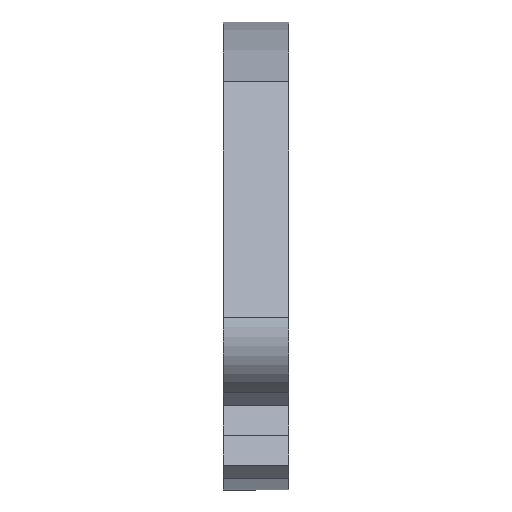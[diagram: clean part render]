
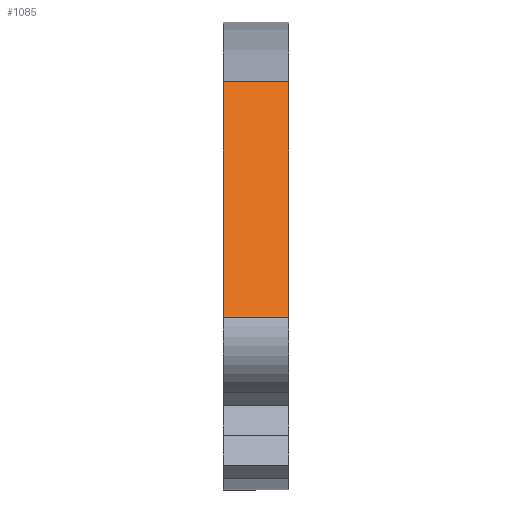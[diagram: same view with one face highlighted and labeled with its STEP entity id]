
A CAD part, top view. The second image highlights one B-rep face of the part: STEP entity #1085.
In plain terms, the highlighted planar face has unit normal (0, 0.423, 0.906).
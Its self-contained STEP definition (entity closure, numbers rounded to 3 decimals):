
#42=PLANE('',#1199);
#92=FACE_OUTER_BOUND('',#151,.T.);
#151=EDGE_LOOP('',(#951,#952,#953,#954));
#255=LINE('',#1662,#370);
#288=LINE('',#1767,#403);
#316=LINE('',#1828,#431);
#317=LINE('',#1830,#432);
#370=VECTOR('',#1330,10.);
#403=VECTOR('',#1411,10.);
#431=VECTOR('',#1485,10.);
#432=VECTOR('',#1488,10.);
#490=VERTEX_POINT('',#1659);
#491=VERTEX_POINT('',#1661);
#538=VERTEX_POINT('',#1764);
#539=VERTEX_POINT('',#1766);
#608=EDGE_CURVE('',#490,#491,#255,.T.);
#663=EDGE_CURVE('',#538,#539,#288,.T.);
#696=EDGE_CURVE('',#538,#491,#316,.T.);
#697=EDGE_CURVE('',#539,#490,#317,.T.);
#951=ORIENTED_EDGE('',*,*,#696,.T.);
#952=ORIENTED_EDGE('',*,*,#608,.F.);
#953=ORIENTED_EDGE('',*,*,#697,.F.);
#954=ORIENTED_EDGE('',*,*,#663,.F.);
#1085=ADVANCED_FACE('',(#92),#42,.T.);
#1199=AXIS2_PLACEMENT_3D('',#1829,#1486,#1487);
#1330=DIRECTION('',(0.,-0.906,0.423));
#1411=DIRECTION('',(0.,0.906,-0.423));
#1485=DIRECTION('',(1.,0.,0.));
#1486=DIRECTION('center_axis',(0.,0.423,0.906));
#1487=DIRECTION('ref_axis',(0.,-0.906,0.423));
#1488=DIRECTION('',(1.,0.,0.));
#1659=CARTESIAN_POINT('',(7.5,81.68,7.973));
#1661=CARTESIAN_POINT('',(7.5,27.664,33.159));
#1662=CARTESIAN_POINT('',(7.5,27.664,33.159));
#1764=CARTESIAN_POINT('',(-7.5,27.664,33.159));
#1766=CARTESIAN_POINT('',(-7.5,81.68,7.973));
#1767=CARTESIAN_POINT('',(-7.5,27.664,33.159));
#1828=CARTESIAN_POINT('',(0.,27.664,33.159));
#1829=CARTESIAN_POINT('Origin',(0.,81.68,7.973));
#1830=CARTESIAN_POINT('',(0.,81.68,7.973));
